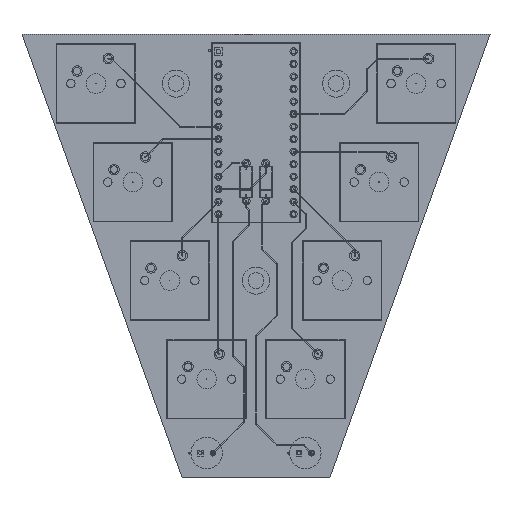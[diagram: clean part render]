
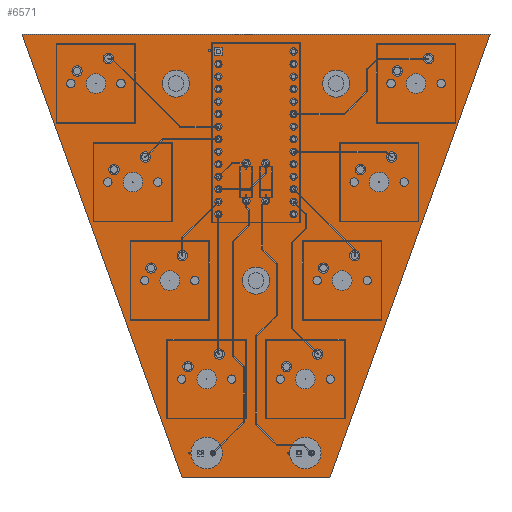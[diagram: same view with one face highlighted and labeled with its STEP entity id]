
A CAD part, top view. The second image highlights one B-rep face of the part: STEP entity #6571.
In plain terms, the highlighted planar face has unit normal (0, 0, 1).
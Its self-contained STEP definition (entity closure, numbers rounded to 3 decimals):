
#6262 = VERTEX_POINT('',#6263);
#6263 = CARTESIAN_POINT('',(32.5,0.,-0.035));
#6272 = PLANE('',#6273);
#6273 = AXIS2_PLACEMENT_3D('',#6274,#6275,#6276);
#6274 = CARTESIAN_POINT('',(32.5,0.,-0.035));
#6275 = DIRECTION('',(0.,-1.,0.));
#6276 = DIRECTION('',(1.,0.,0.));
#6284 = PLANE('',#6285);
#6285 = AXIS2_PLACEMENT_3D('',#6286,#6287,#6288);
#6286 = CARTESIAN_POINT('',(0.,90.,-0.035));
#6287 = DIRECTION('',(-0.941,-0.34,-0.));
#6288 = DIRECTION('',(0.34,-0.941,0.));
#6325 = VERTEX_POINT('',#6326);
#6326 = CARTESIAN_POINT('',(62.5,0.,-0.035));
#6340 = PLANE('',#6341);
#6341 = AXIS2_PLACEMENT_3D('',#6342,#6343,#6344);
#6342 = CARTESIAN_POINT('',(62.5,0.,-0.035));
#6343 = DIRECTION('',(0.941,-0.34,0.));
#6344 = DIRECTION('',(0.34,0.941,0.));
#6352 = EDGE_CURVE('',#6262,#6325,#6353,.T.);
#6353 = SURFACE_CURVE('',#6354,(#6358,#6365),.PCURVE_S1.);
#6354 = LINE('',#6355,#6356);
#6355 = CARTESIAN_POINT('',(32.5,0.,-0.035));
#6356 = VECTOR('',#6357,1.);
#6357 = DIRECTION('',(1.,0.,0.));
#6358 = PCURVE('',#6272,#6359);
#6359 = DEFINITIONAL_REPRESENTATION('',(#6360),#6364);
#6360 = LINE('',#6361,#6362);
#6361 = CARTESIAN_POINT('',(0.,0.));
#6362 = VECTOR('',#6363,1.);
#6363 = DIRECTION('',(1.,0.));
#6364 = ( GEOMETRIC_REPRESENTATION_CONTEXT(2) 
PARAMETRIC_REPRESENTATION_CONTEXT() REPRESENTATION_CONTEXT('2D SPACE',''
  ) );
#6365 = PCURVE('',#6366,#6371);
#6366 = PLANE('',#6367);
#6367 = AXIS2_PLACEMENT_3D('',#6368,#6369,#6370);
#6368 = CARTESIAN_POINT('',(47.5,54.245,-0.035));
#6369 = DIRECTION('',(0.,0.,1.));
#6370 = DIRECTION('',(0.,1.,0.));
#6371 = DEFINITIONAL_REPRESENTATION('',(#6372),#6376);
#6372 = LINE('',#6373,#6374);
#6373 = CARTESIAN_POINT('',(-54.245,15.));
#6374 = VECTOR('',#6375,1.);
#6375 = DIRECTION('',(0.,-1.));
#6376 = ( GEOMETRIC_REPRESENTATION_CONTEXT(2) 
PARAMETRIC_REPRESENTATION_CONTEXT() REPRESENTATION_CONTEXT('2D SPACE',''
  ) );
#6406 = VERTEX_POINT('',#6407);
#6407 = CARTESIAN_POINT('',(95.,90.,-0.035));
#6421 = PLANE('',#6422);
#6422 = AXIS2_PLACEMENT_3D('',#6423,#6424,#6425);
#6423 = CARTESIAN_POINT('',(95.,90.,-0.035));
#6424 = DIRECTION('',(0.,1.,0.));
#6425 = DIRECTION('',(-1.,0.,0.));
#6433 = EDGE_CURVE('',#6325,#6406,#6434,.T.);
#6434 = SURFACE_CURVE('',#6435,(#6439,#6446),.PCURVE_S1.);
#6435 = LINE('',#6436,#6437);
#6436 = CARTESIAN_POINT('',(62.5,0.,-0.035));
#6437 = VECTOR('',#6438,1.);
#6438 = DIRECTION('',(0.34,0.941,0.));
#6439 = PCURVE('',#6340,#6440);
#6440 = DEFINITIONAL_REPRESENTATION('',(#6441),#6445);
#6441 = LINE('',#6442,#6443);
#6442 = CARTESIAN_POINT('',(0.,0.));
#6443 = VECTOR('',#6444,1.);
#6444 = DIRECTION('',(1.,0.));
#6445 = ( GEOMETRIC_REPRESENTATION_CONTEXT(2) 
PARAMETRIC_REPRESENTATION_CONTEXT() REPRESENTATION_CONTEXT('2D SPACE',''
  ) );
#6446 = PCURVE('',#6366,#6447);
#6447 = DEFINITIONAL_REPRESENTATION('',(#6448),#6452);
#6448 = LINE('',#6449,#6450);
#6449 = CARTESIAN_POINT('',(-54.245,-15.));
#6450 = VECTOR('',#6451,1.);
#6451 = DIRECTION('',(0.941,-0.34));
#6452 = ( GEOMETRIC_REPRESENTATION_CONTEXT(2) 
PARAMETRIC_REPRESENTATION_CONTEXT() REPRESENTATION_CONTEXT('2D SPACE',''
  ) );
#6482 = VERTEX_POINT('',#6483);
#6483 = CARTESIAN_POINT('',(0.,90.,-0.035));
#6504 = EDGE_CURVE('',#6406,#6482,#6505,.T.);
#6505 = SURFACE_CURVE('',#6506,(#6510,#6517),.PCURVE_S1.);
#6506 = LINE('',#6507,#6508);
#6507 = CARTESIAN_POINT('',(95.,90.,-0.035));
#6508 = VECTOR('',#6509,1.);
#6509 = DIRECTION('',(-1.,0.,0.));
#6510 = PCURVE('',#6421,#6511);
#6511 = DEFINITIONAL_REPRESENTATION('',(#6512),#6516);
#6512 = LINE('',#6513,#6514);
#6513 = CARTESIAN_POINT('',(0.,0.));
#6514 = VECTOR('',#6515,1.);
#6515 = DIRECTION('',(1.,0.));
#6516 = ( GEOMETRIC_REPRESENTATION_CONTEXT(2) 
PARAMETRIC_REPRESENTATION_CONTEXT() REPRESENTATION_CONTEXT('2D SPACE',''
  ) );
#6517 = PCURVE('',#6366,#6518);
#6518 = DEFINITIONAL_REPRESENTATION('',(#6519),#6523);
#6519 = LINE('',#6520,#6521);
#6520 = CARTESIAN_POINT('',(35.755,-47.5));
#6521 = VECTOR('',#6522,1.);
#6522 = DIRECTION('',(0.,1.));
#6523 = ( GEOMETRIC_REPRESENTATION_CONTEXT(2) 
PARAMETRIC_REPRESENTATION_CONTEXT() REPRESENTATION_CONTEXT('2D SPACE',''
  ) );
#6551 = EDGE_CURVE('',#6482,#6262,#6552,.T.);
#6552 = SURFACE_CURVE('',#6553,(#6557,#6564),.PCURVE_S1.);
#6553 = LINE('',#6554,#6555);
#6554 = CARTESIAN_POINT('',(0.,90.,-0.035));
#6555 = VECTOR('',#6556,1.);
#6556 = DIRECTION('',(0.34,-0.941,0.));
#6557 = PCURVE('',#6284,#6558);
#6558 = DEFINITIONAL_REPRESENTATION('',(#6559),#6563);
#6559 = LINE('',#6560,#6561);
#6560 = CARTESIAN_POINT('',(0.,0.));
#6561 = VECTOR('',#6562,1.);
#6562 = DIRECTION('',(1.,0.));
#6563 = ( GEOMETRIC_REPRESENTATION_CONTEXT(2) 
PARAMETRIC_REPRESENTATION_CONTEXT() REPRESENTATION_CONTEXT('2D SPACE',''
  ) );
#6564 = PCURVE('',#6366,#6565);
#6565 = DEFINITIONAL_REPRESENTATION('',(#6566),#6570);
#6566 = LINE('',#6567,#6568);
#6567 = CARTESIAN_POINT('',(35.755,47.5));
#6568 = VECTOR('',#6569,1.);
#6569 = DIRECTION('',(-0.941,-0.34));
#6570 = ( GEOMETRIC_REPRESENTATION_CONTEXT(2) 
PARAMETRIC_REPRESENTATION_CONTEXT() REPRESENTATION_CONTEXT('2D SPACE',''
  ) );
#6571 = ADVANCED_FACE('',(#6572),#6366,.T.);
#6572 = FACE_BOUND('',#6573,.T.);
#6573 = EDGE_LOOP('',(#6574,#6575,#6576,#6577));
#6574 = ORIENTED_EDGE('',*,*,#6352,.T.);
#6575 = ORIENTED_EDGE('',*,*,#6433,.T.);
#6576 = ORIENTED_EDGE('',*,*,#6504,.T.);
#6577 = ORIENTED_EDGE('',*,*,#6551,.T.);
